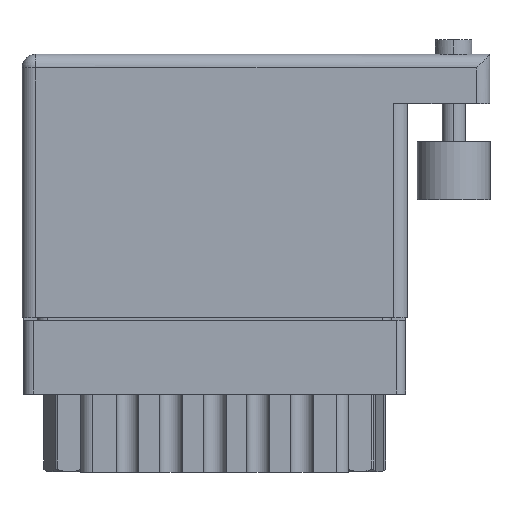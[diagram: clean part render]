
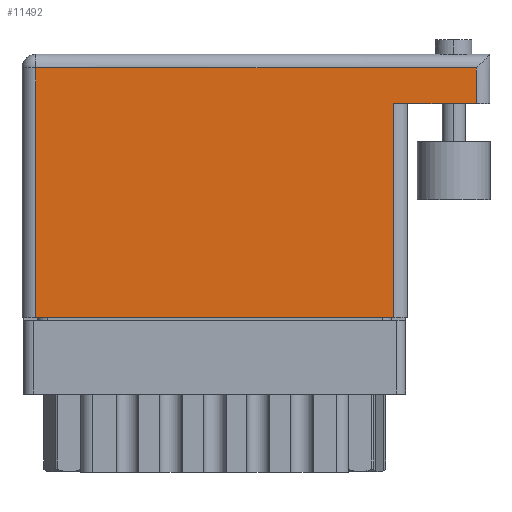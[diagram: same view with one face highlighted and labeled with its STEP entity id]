
A CAD part, front view. The second image highlights one B-rep face of the part: STEP entity #11492.
In plain terms, the highlighted face is planar.
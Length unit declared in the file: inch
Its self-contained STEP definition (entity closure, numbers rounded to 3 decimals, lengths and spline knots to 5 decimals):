
#332 = VECTOR ( 'NONE', #32085, 39.37008 ) ;
#971 = ORIENTED_EDGE ( 'NONE', *, *, #9330, .F. ) ;
#1092 = CARTESIAN_POINT ( 'NONE',  ( 1.278, 0., 0. ) ) ;
#3489 = CARTESIAN_POINT ( 'NONE',  ( 0., 0., 0. ) ) ;
#4460 = AXIS2_PLACEMENT_3D ( 'NONE', #30785, #37157, #6818 ) ;
#4961 = ORIENTED_EDGE ( 'NONE', *, *, #5601, .T. ) ;
#5112 = LINE ( 'NONE', #36054, #20874 ) ;
#5290 = CARTESIAN_POINT ( 'NONE',  ( 0.047, 0., 0. ) ) ;
#5601 = EDGE_CURVE ( 'NONE', #12016, #14997, #25052, .T. ) ;
#6818 = DIRECTION ( 'NONE',  ( -1., 0., 0. ) ) ;
#9330 = EDGE_CURVE ( 'NONE', #19359, #21959, #22005, .T. ) ;
#9524 = CARTESIAN_POINT ( 'NONE',  ( 0.047, 0.859, 0. ) ) ;
#9612 = PLANE ( 'NONE',  #4460 ) ;
#9658 = CARTESIAN_POINT ( 'NONE',  ( 1.562, 0.859, 0. ) ) ;
#10279 = CARTESIAN_POINT ( 'NONE',  ( 0.047, 0., 0. ) ) ;
#10484 = ORIENTED_EDGE ( 'NONE', *, *, #25559, .T. ) ;
#11143 = DIRECTION ( 'NONE',  ( 0., 1., 0. ) ) ;
#11492 = ADVANCED_FACE ( 'NONE', ( #28634 ), #9612, .F. ) ;
#12016 = VERTEX_POINT ( 'NONE', #5290 ) ;
#12743 = LINE ( 'NONE', #10279, #332 ) ;
#13079 = VECTOR ( 'NONE', #38729, 39.37008 ) ;
#14997 = VERTEX_POINT ( 'NONE', #1092 ) ;
#15927 = EDGE_CURVE ( 'NONE', #17892, #12016, #12743, .T. ) ;
#17003 = CARTESIAN_POINT ( 'NONE',  ( 1.562, 0.906, 0. ) ) ;
#17892 = VERTEX_POINT ( 'NONE', #9524 ) ;
#19329 = VECTOR ( 'NONE', #11143, 39.37008 ) ;
#19359 = VERTEX_POINT ( 'NONE', #29395 ) ;
#20874 = VECTOR ( 'NONE', #29699, 39.37008 ) ;
#21209 = ORIENTED_EDGE ( 'NONE', *, *, #26332, .T. ) ;
#21959 = VERTEX_POINT ( 'NONE', #30592 ) ;
#22005 = LINE ( 'NONE', #38433, #36794 ) ;
#22161 = VECTOR ( 'NONE', #28158, 39.37008 ) ;
#22783 = EDGE_CURVE ( 'NONE', #27930, #17892, #5112, .T. ) ;
#25052 = LINE ( 'NONE', #3489, #22161 ) ;
#25559 = EDGE_CURVE ( 'NONE', #19359, #27930, #34571, .T. ) ;
#26332 = EDGE_CURVE ( 'NONE', #14997, #21959, #37858, .T. ) ;
#27930 = VERTEX_POINT ( 'NONE', #9658 ) ;
#28158 = DIRECTION ( 'NONE',  ( 1., 0., 0. ) ) ;
#28634 = FACE_OUTER_BOUND ( 'NONE', #28820, .T. ) ;
#28820 = EDGE_LOOP ( 'NONE', ( #4961, #21209, #971, #10484, #39358, #30490 ) ) ;
#29395 = CARTESIAN_POINT ( 'NONE',  ( 1.562, 0.736, 0. ) ) ;
#29699 = DIRECTION ( 'NONE',  ( -1., 0., 0. ) ) ;
#30490 = ORIENTED_EDGE ( 'NONE', *, *, #15927, .T. ) ;
#30592 = CARTESIAN_POINT ( 'NONE',  ( 1.278, 0.736, 0. ) ) ;
#30785 = CARTESIAN_POINT ( 'NONE',  ( 0., 0.906, 0. ) ) ;
#32085 = DIRECTION ( 'NONE',  ( 0., -1., 0. ) ) ;
#32800 = CARTESIAN_POINT ( 'NONE',  ( 1.278, 0.736, 0. ) ) ;
#34571 = LINE ( 'NONE', #17003, #19329 ) ;
#35253 = DIRECTION ( 'NONE',  ( -1., 0., 0. ) ) ;
#36054 = CARTESIAN_POINT ( 'NONE',  ( 0., 0.859, 0. ) ) ;
#36794 = VECTOR ( 'NONE', #35253, 39.37008 ) ;
#37157 = DIRECTION ( 'NONE',  ( 0., 0., -1. ) ) ;
#37858 = LINE ( 'NONE', #32800, #13079 ) ;
#38433 = CARTESIAN_POINT ( 'NONE',  ( 1.609, 0.736, 0. ) ) ;
#38729 = DIRECTION ( 'NONE',  ( 0., 1., 0. ) ) ;
#39358 = ORIENTED_EDGE ( 'NONE', *, *, #22783, .T. ) ;
